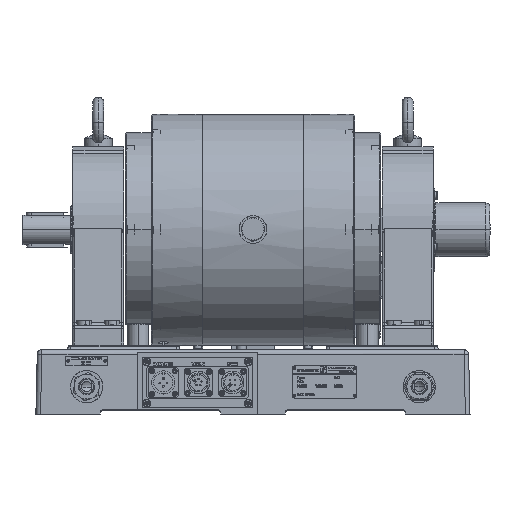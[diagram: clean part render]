
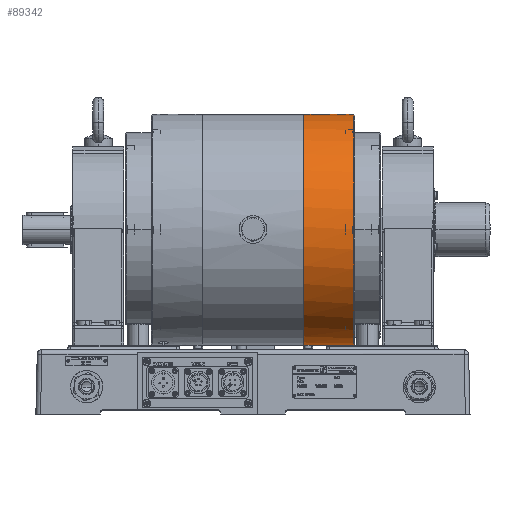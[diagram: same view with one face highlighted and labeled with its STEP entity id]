
A CAD part, top view. The second image highlights one B-rep face of the part: STEP entity #89342.
In plain terms, the highlighted cylindrical face has radius 125 mm (diameter 250 mm), a partial arc.
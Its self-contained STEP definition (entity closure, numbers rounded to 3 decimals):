
#13346 = CIRCLE ( 'NONE', #86445, 125. ) ;
#13356 = CIRCLE ( 'NONE', #86438, 125. ) ;
#13357 = LINE ( 'NONE', #39781, #13359 ) ;
#13359 = VECTOR ( 'NONE', #39780, 1000. ) ;
#13451 = CIRCLE ( 'NONE', #86356, 125. ) ;
#13467 = VECTOR ( 'NONE', #39313, 1000. ) ;
#13469 = LINE ( 'NONE', #39137, #13467 ) ;
#13478 = VECTOR ( 'NONE', #37928, 1000. ) ;
#13479 = LINE ( 'NONE', #37931, #13478 ) ;
#13484 = VECTOR ( 'NONE', #38239, 1000. ) ;
#13485 = LINE ( 'NONE', #38222, #13484 ) ;
#20386 = CYLINDRICAL_SURFACE ( 'NONE', #94301, 125. ) ;
#20405 = FACE_OUTER_BOUND ( 'NONE', #51490, .T. ) ;
#37928 = DIRECTION ( 'NONE',  ( 1., 0., 0. ) ) ;
#37931 = CARTESIAN_POINT ( 'NONE',  ( 110.634, 75., 0. ) ) ;
#38222 = CARTESIAN_POINT ( 'NONE',  ( 110.634, 325., 0. ) ) ;
#38239 = DIRECTION ( 'NONE',  ( 1., 0., 0. ) ) ;
#38831 = CARTESIAN_POINT ( 'NONE',  ( 92.603, 324.993, 1.375 ) ) ;
#38959 = CARTESIAN_POINT ( 'NONE',  ( 92.816, 324.986, 1.886 ) ) ;
#39137 = CARTESIAN_POINT ( 'NONE',  ( 110.634, 75.144, 6. ) ) ;
#39270 = CARTESIAN_POINT ( 'NONE',  ( 92.384, 325., 0. ) ) ;
#39286 = CARTESIAN_POINT ( 'NONE',  ( 109.634, 200., 0. ) ) ;
#39313 = DIRECTION ( 'NONE',  ( 1., 0., 0. ) ) ;
#39336 = DIRECTION ( 'NONE',  ( -1., 0., 0. ) ) ;
#39354 = DIRECTION ( 'NONE',  ( 0., -1., 0. ) ) ;
#39359 = CARTESIAN_POINT ( 'NONE',  ( 92.412, 324.999, 0.559 ) ) ;
#39367 = CARTESIAN_POINT ( 'NONE',  ( 92.948, 324.982, 2.134 ) ) ;
#39383 = CARTESIAN_POINT ( 'NONE',  ( 93.435, 324.969, 2.811 ) ) ;
#39392 = CARTESIAN_POINT ( 'NONE',  ( 93.259, 324.973, 2.598 ) ) ;
#39400 = CARTESIAN_POINT ( 'NONE',  ( 94.752, 324.942, 3.821 ) ) ;
#39417 = CARTESIAN_POINT ( 'NONE',  ( 94.046, 324.954, 3.383 ) ) ;
#39426 = CARTESIAN_POINT ( 'NONE',  ( 94.508, 324.946, 3.69 ) ) ;
#39434 = CARTESIAN_POINT ( 'NONE',  ( 93.828, 324.959, 3.203 ) ) ;
#39442 = CARTESIAN_POINT ( 'NONE',  ( 95.268, 324.935, 4.034 ) ) ;
#39450 = CARTESIAN_POINT ( 'NONE',  ( 97.737, 324.932, 4.114 ) ) ;
#39457 = CARTESIAN_POINT ( 'NONE',  ( 97.194, 324.929, 4.222 ) ) ;
#39461 = CARTESIAN_POINT ( 'NONE',  ( 95.537, 324.932, 4.115 ) ) ;
#39462 = CARTESIAN_POINT ( 'NONE',  ( 96.08, 324.929, 4.223 ) ) ;
#39465 = CARTESIAN_POINT ( 'NONE',  ( 96.358, 324.928, 4.25 ) ) ;
#39476 = CARTESIAN_POINT ( 'NONE',  ( 96.918, 324.928, 4.25 ) ) ;
#39485 = CARTESIAN_POINT ( 'NONE',  ( 99.446, 324.959, 3.199 ) ) ;
#39528 = CARTESIAN_POINT ( 'NONE',  ( 99.227, 324.954, 3.379 ) ) ;
#39530 = CARTESIAN_POINT ( 'NONE',  ( 98.765, 324.946, 3.688 ) ) ;
#39539 = CARTESIAN_POINT ( 'NONE',  ( 98.521, 324.942, 3.818 ) ) ;
#39573 = CARTESIAN_POINT ( 'NONE',  ( 98.007, 324.935, 4.032 ) ) ;
#39577 = CARTESIAN_POINT ( 'NONE',  ( 100.324, 324.982, 2.128 ) ) ;
#39579 = CARTESIAN_POINT ( 'NONE',  ( 99.837, 324.969, 2.807 ) ) ;
#39591 = CARTESIAN_POINT ( 'NONE',  ( 100.013, 324.973, 2.593 ) ) ;
#39597 = CARTESIAN_POINT ( 'NONE',  ( 100.455, 324.986, 1.881 ) ) ;
#39747 = CARTESIAN_POINT ( 'NONE',  ( 55.634, 200., 0. ) ) ;
#39764 = DIRECTION ( 'NONE',  ( 1., 0., 0. ) ) ;
#39768 = DIRECTION ( 'NONE',  ( 0., 1., 0. ) ) ;
#39780 = DIRECTION ( 'NONE',  ( 1., 0., 0. ) ) ;
#39781 = CARTESIAN_POINT ( 'NONE',  ( 110.634, 325., 0. ) ) ;
#39801 = CARTESIAN_POINT ( 'NONE',  ( 92.384, 325., 0.281 ) ) ;
#39933 = CARTESIAN_POINT ( 'NONE',  ( 100.884, 325., 0. ) ) ;
#39938 = DIRECTION ( 'NONE',  ( 1., 0., 0. ) ) ;
#39941 = DIRECTION ( 'NONE',  ( 0., 1., 0. ) ) ;
#39979 = CARTESIAN_POINT ( 'NONE',  ( 100.857, 324.999, 0.553 ) ) ;
#39984 = CARTESIAN_POINT ( 'NONE',  ( 100.884, 325., 0.277 ) ) ;
#39999 = CARTESIAN_POINT ( 'NONE',  ( 100.749, 324.995, 1.101 ) ) ;
#40007 = CARTESIAN_POINT ( 'NONE',  ( 92.522, 324.995, 1.108 ) ) ;
#40013 = CARTESIAN_POINT ( 'NONE',  ( 64.634, 200., 0. ) ) ;
#40016 = CARTESIAN_POINT ( 'NONE',  ( 100.667, 324.993, 1.369 ) ) ;
#43046 = VERTEX_POINT ( 'NONE', #103257 ) ;
#43054 = VERTEX_POINT ( 'NONE', #103260 ) ;
#43069 = VERTEX_POINT ( 'NONE', #103265 ) ;
#43077 = VERTEX_POINT ( 'NONE', #103268 ) ;
#43082 = VERTEX_POINT ( 'NONE', #103270 ) ;
#43087 = VERTEX_POINT ( 'NONE', #103235 ) ;
#43091 = VERTEX_POINT ( 'NONE', #103236 ) ;
#43100 = VERTEX_POINT ( 'NONE', #103240 ) ;
#51490 = EDGE_LOOP ( 'NONE', ( #80268, #80302, #80231, #80264, #80313, #80282, #80312, #80233 ) ) ;
#74872 = B_SPLINE_CURVE_WITH_KNOTS ( 'NONE', 3,
 ( #39933, #39984, #39979, #39999, #40016, #39597, #39577, #39591, #39579, #39485, #39528, #39530, #39539, #39573, #39450, #39457, #39476, #39465, #39462, #39461, #39442, #39400, #39426, #39417, #39434, #39383, #39392, #39367, #38959, #38831, #40007, #39359, #39801, #39270 ),
 .UNSPECIFIED., .F., .F.,
 ( 4, 2, 2, 2, 2, 2, 2, 2, 2, 2, 2, 2, 2, 2, 2, 2, 4 ),
 ( 0.013, 0.014, 0.015, 0.016, 0.017, 0.017, 0.018, 0.019, 0.02, 0.021, 0.022, 0.022, 0.023, 0.024, 0.025, 0.026, 0.027 ),
 .UNSPECIFIED. ) ;
#80231 = ORIENTED_EDGE ( 'NONE', *, *, #104866, .T. ) ;
#80233 = ORIENTED_EDGE ( 'NONE', *, *, #104832, .T. ) ;
#80264 = ORIENTED_EDGE ( 'NONE', *, *, #105068, .F. ) ;
#80268 = ORIENTED_EDGE ( 'NONE', *, *, #105059, .T. ) ;
#80282 = ORIENTED_EDGE ( 'NONE', *, *, #104797, .F. ) ;
#80302 = ORIENTED_EDGE ( 'NONE', *, *, #104801, .T. ) ;
#80312 = ORIENTED_EDGE ( 'NONE', *, *, #105081, .T. ) ;
#80313 = ORIENTED_EDGE ( 'NONE', *, *, #104861, .T. ) ;
#86356 = AXIS2_PLACEMENT_3D ( 'NONE', #39286, #39336, #39354 ) ;
#86438 = AXIS2_PLACEMENT_3D ( 'NONE', #40013, #39938, #39941 ) ;
#86445 = AXIS2_PLACEMENT_3D ( 'NONE', #39747, #39764, #39768 ) ;
#89342 = ADVANCED_FACE ( 'NONE', ( #20405 ), #20386, .T. ) ;
#93553 = DIRECTION ( 'NONE',  ( 1., 0., 0. ) ) ;
#93677 = DIRECTION ( 'NONE',  ( 0., 1., 0. ) ) ;
#93854 = CARTESIAN_POINT ( 'NONE',  ( 110.634, 200., 0. ) ) ;
#94301 = AXIS2_PLACEMENT_3D ( 'NONE', #93854, #93553, #93677 ) ;
#103235 = CARTESIAN_POINT ( 'NONE',  ( 55.634, 325., 0. ) ) ;
#103236 = CARTESIAN_POINT ( 'NONE',  ( 109.634, 325., 0. ) ) ;
#103240 = CARTESIAN_POINT ( 'NONE',  ( 55.634, 75.144, 6. ) ) ;
#103257 = CARTESIAN_POINT ( 'NONE',  ( 109.634, 75., 0. ) ) ;
#103260 = CARTESIAN_POINT ( 'NONE',  ( 64.634, 75.144, 6. ) ) ;
#103265 = CARTESIAN_POINT ( 'NONE',  ( 64.634, 75., 0. ) ) ;
#103268 = CARTESIAN_POINT ( 'NONE',  ( 100.884, 325., 0. ) ) ;
#103270 = CARTESIAN_POINT ( 'NONE',  ( 92.384, 325., 0. ) ) ;
#104797 = EDGE_CURVE ( 'NONE', #43087, #43082, #13485, .T. ) ;
#104801 = EDGE_CURVE ( 'NONE', #43069, #43046, #13479, .T. ) ;
#104832 = EDGE_CURVE ( 'NONE', #43100, #43054, #13469, .T. ) ;
#104861 = EDGE_CURVE ( 'NONE', #43077, #43082, #74872, .T. ) ;
#104866 = EDGE_CURVE ( 'NONE', #43046, #43091, #13451, .T. ) ;
#105059 = EDGE_CURVE ( 'NONE', #43054, #43069, #13356, .T. ) ;
#105068 = EDGE_CURVE ( 'NONE', #43077, #43091, #13357, .T. ) ;
#105081 = EDGE_CURVE ( 'NONE', #43087, #43100, #13346, .T. ) ;
